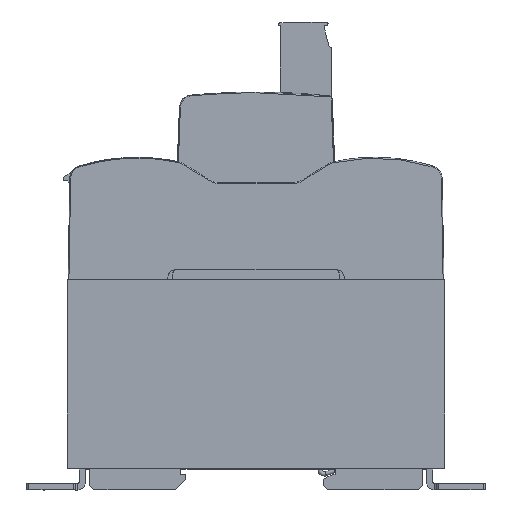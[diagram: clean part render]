
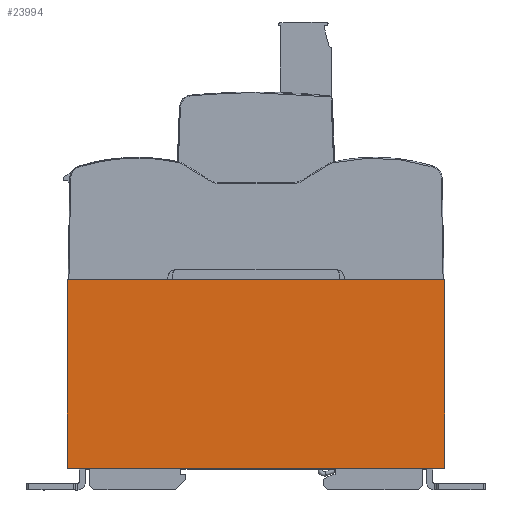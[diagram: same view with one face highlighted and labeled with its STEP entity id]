
A CAD part, front view. The second image highlights one B-rep face of the part: STEP entity #23994.
In plain terms, the highlighted planar face has unit normal (0, -1, 0).
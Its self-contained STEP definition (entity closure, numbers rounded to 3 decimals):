
#2345=LINE('',#38054,#4726);
#2367=LINE('',#38106,#4748);
#2384=LINE('',#38151,#4765);
#2399=LINE('',#38190,#4780);
#4726=VECTOR('',#30494,90.);
#4748=VECTOR('',#30530,45.);
#4765=VECTOR('',#30561,45.);
#4780=VECTOR('',#30592,90.);
#6512=FACE_OUTER_BOUND('',#7793,.T.);
#7793=EDGE_LOOP('',(#19016,#19017,#19018,#19019));
#10445=VERTEX_POINT('',#38048);
#10447=VERTEX_POINT('',#38052);
#10470=VERTEX_POINT('',#38105);
#10491=VERTEX_POINT('',#38149);
#13446=EDGE_CURVE('',#10447,#10445,#2345,.T.);
#13474=EDGE_CURVE('',#10445,#10470,#2367,.T.);
#13497=EDGE_CURVE('',#10447,#10491,#2384,.T.);
#13518=EDGE_CURVE('',#10491,#10470,#2399,.T.);
#19016=ORIENTED_EDGE('',*,*,#13474,.F.);
#19017=ORIENTED_EDGE('',*,*,#13446,.F.);
#19018=ORIENTED_EDGE('',*,*,#13497,.T.);
#19019=ORIENTED_EDGE('',*,*,#13518,.T.);
#21820=PLANE('',#25606);
#23994=ADVANCED_FACE('',(#6512),#21820,.T.);
#25606=AXIS2_PLACEMENT_3D('',#38192,#30595,#30596);
#30494=DIRECTION('',(1.,0.,0.));
#30530=DIRECTION('',(0.,0.,-1.));
#30561=DIRECTION('',(0.,0.,-1.));
#30592=DIRECTION('',(1.,0.,0.));
#30595=DIRECTION('center_axis',(0.,-1.,0.));
#30596=DIRECTION('ref_axis',(0.,0.,-1.));
#38048=CARTESIAN_POINT('',(45.,-8.9,0.));
#38052=CARTESIAN_POINT('',(-45.,-8.9,0.));
#38054=CARTESIAN_POINT('',(-45.,-8.9,0.));
#38105=CARTESIAN_POINT('',(45.,-8.9,-45.));
#38106=CARTESIAN_POINT('',(45.,-8.9,0.));
#38149=CARTESIAN_POINT('',(-45.,-8.9,-45.));
#38151=CARTESIAN_POINT('',(-45.,-8.9,0.));
#38190=CARTESIAN_POINT('',(-45.,-8.9,-45.));
#38192=CARTESIAN_POINT('Origin',(-45.,-8.9,0.));
